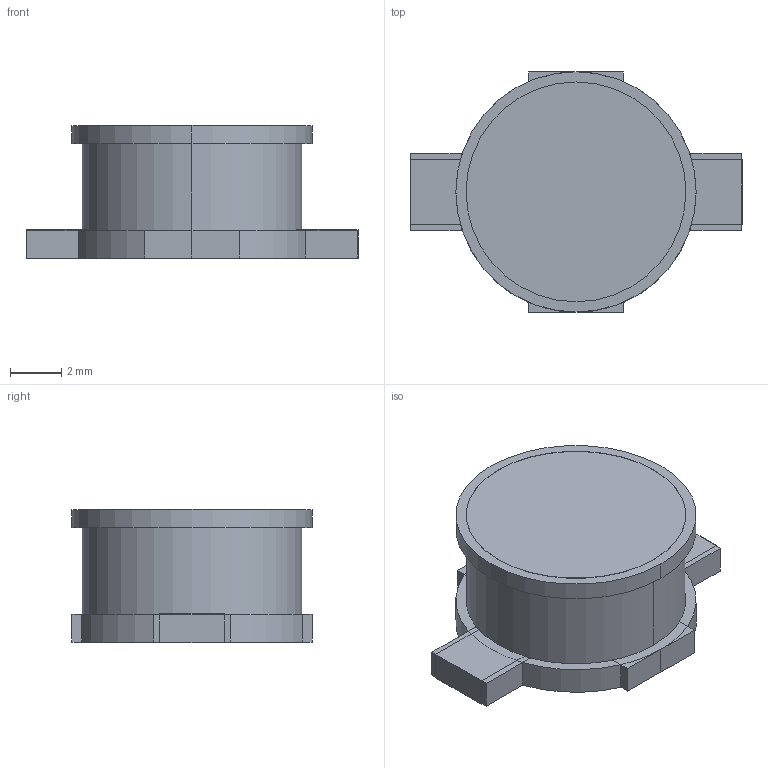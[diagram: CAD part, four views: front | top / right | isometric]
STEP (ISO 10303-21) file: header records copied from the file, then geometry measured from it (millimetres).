
FILE_DESCRIPTION(('CAx-IF Rec.Pracs.---Model Styling and Organization---1.5---2016-08-15','CAx-IF Rec.Pracs.---Geometric and Assembly Validation Properties---4.4---2016-08-17','CAx-IF Rec.Pracs.---User Defined Attributes---1.5---2016-08-15','CAx-IF Rec.Pracs.---External References---2.1---2005-01-19'),'2;1');
FILE_NAME('818481.1.2.step','2025-02-27T16:31:43',('Unspecified'),('Unspecified'),'CAD Exchanger 3.10.2 (cadexchanger.com)','Unspecified','');
FILE_SCHEMA(('AUTOMOTIVE_DESIGN { 1 0 10303 214 1 1 1 1 }'));
Length unit declared in the file: millimetre
Products named in the file (5): ASSEMBLY; solidBody; solidLead; solidCoil; solidtop
Assembly tree (4 placements, depth 2):
  ASSEMBLY
    solidBody
    solidLead
    solidCoil
    solidtop
Bounding box: 12.99 x 9.4 x 5.21 mm (x, y, z)
Volume: 350.1 mm3; surface area: 739.6 mm2
Topology: 6 solids, 6 shells, 64 faces, 124 edges, 72 vertices
Faces by surface type: plane 54, cylinder 10
Entity records: 1683 total; most frequent: DIRECTION 286, CARTESIAN_POINT 261, ORIENTED_EDGE 248, EDGE_CURVE 124, AXIS2_PLACEMENT_3D 97, LINE 92, VECTOR 92, VERTEX_POINT 72
